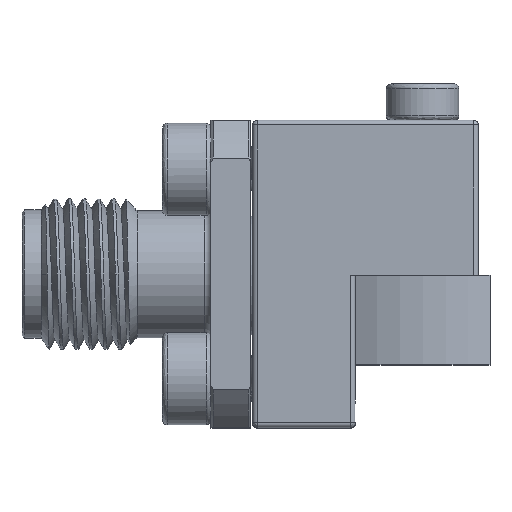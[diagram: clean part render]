
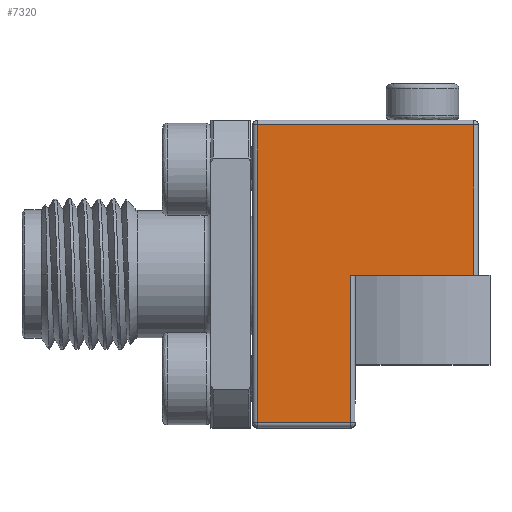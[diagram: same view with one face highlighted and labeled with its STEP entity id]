
A CAD part, top view. The second image highlights one B-rep face of the part: STEP entity #7320.
In plain terms, the highlighted planar face has unit normal (0, 0, 1).
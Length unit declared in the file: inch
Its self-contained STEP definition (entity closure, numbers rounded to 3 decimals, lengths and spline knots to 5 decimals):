
#605 = DIRECTION ( 'NONE',  ( 0., 1., 0. ) ) ;
#670 = DIRECTION ( 'NONE',  ( 0., 0., 1. ) ) ;
#1714 = CARTESIAN_POINT ( 'NONE',  ( 0.56757, 0.02386, 0.25 ) ) ;
#2139 = VERTEX_POINT ( 'NONE', #3137 ) ;
#2920 = VECTOR ( 'NONE', #12753, 39.37008 ) ;
#3137 = CARTESIAN_POINT ( 'NONE',  ( 0.20851, -0.2163, 0.25 ) ) ;
#3240 = AXIS2_PLACEMENT_3D ( 'NONE', #19720, #670, #5331 ) ;
#3314 = EDGE_CURVE ( 'NONE', #19965, #19687, #19977, .T. ) ;
#3422 = ORIENTED_EDGE ( 'NONE', *, *, #9476, .T. ) ;
#3731 = CARTESIAN_POINT ( 'NONE',  ( 0.20851, 0.26795, 0.25 ) ) ;
#4105 = CARTESIAN_POINT ( 'NONE',  ( 0.55969, 0.02386, 0.25 ) ) ;
#4968 = DIRECTION ( 'NONE',  ( 1., 0., 0. ) ) ;
#5212 = VECTOR ( 'NONE', #12104, 39.37008 ) ;
#5269 = VERTEX_POINT ( 'NONE', #6701 ) ;
#5331 = DIRECTION ( 'NONE',  ( 1., 0., 0. ) ) ;
#5396 = PLANE ( 'NONE',  #3240 ) ;
#6008 = DIRECTION ( 'NONE',  ( -1., 0., 0. ) ) ;
#6095 = EDGE_CURVE ( 'NONE', #5269, #11916, #9464, .T. ) ;
#6372 = EDGE_LOOP ( 'NONE', ( #16687, #10113, #19201, #3422, #12369, #17490 ) ) ;
#6701 = CARTESIAN_POINT ( 'NONE',  ( 0.35969, 0.02386, 0.25 ) ) ;
#7320 = ADVANCED_FACE ( 'NONE', ( #11937 ), #5396, .T. ) ;
#7332 = CARTESIAN_POINT ( 'NONE',  ( 0.56757, 0.26795, 0.25 ) ) ;
#8158 = LINE ( 'NONE', #19132, #2920 ) ;
#9464 = LINE ( 'NONE', #1714, #14201 ) ;
#9476 = EDGE_CURVE ( 'NONE', #14241, #5269, #18439, .T. ) ;
#10113 = ORIENTED_EDGE ( 'NONE', *, *, #14010, .F. ) ;
#11022 = EDGE_CURVE ( 'NONE', #2139, #14241, #14905, .T. ) ;
#11916 = VERTEX_POINT ( 'NONE', #4105 ) ;
#11937 = FACE_OUTER_BOUND ( 'NONE', #6372, .T. ) ;
#12104 = DIRECTION ( 'NONE',  ( 1., 0., 0. ) ) ;
#12369 = ORIENTED_EDGE ( 'NONE', *, *, #6095, .T. ) ;
#12753 = DIRECTION ( 'NONE',  ( 0., 1., 0. ) ) ;
#12836 = VECTOR ( 'NONE', #14861, 39.37008 ) ;
#13671 = VECTOR ( 'NONE', #605, 39.37008 ) ;
#13811 = EDGE_CURVE ( 'NONE', #11916, #19965, #8158, .T. ) ;
#14010 = EDGE_CURVE ( 'NONE', #2139, #19687, #15114, .T. ) ;
#14201 = VECTOR ( 'NONE', #4968, 39.37008 ) ;
#14241 = VERTEX_POINT ( 'NONE', #17933 ) ;
#14559 = CARTESIAN_POINT ( 'NONE',  ( 0.20851, 0.26795, 0.25 ) ) ;
#14861 = DIRECTION ( 'NONE',  ( 0., 1., 0. ) ) ;
#14905 = LINE ( 'NONE', #19988, #5212 ) ;
#15114 = LINE ( 'NONE', #3731, #12836 ) ;
#16687 = ORIENTED_EDGE ( 'NONE', *, *, #3314, .T. ) ;
#17490 = ORIENTED_EDGE ( 'NONE', *, *, #13811, .T. ) ;
#17933 = CARTESIAN_POINT ( 'NONE',  ( 0.35969, -0.2163, 0.25 ) ) ;
#18439 = LINE ( 'NONE', #19174, #13671 ) ;
#19132 = CARTESIAN_POINT ( 'NONE',  ( 0.55969, 0.26795, 0.25 ) ) ;
#19174 = CARTESIAN_POINT ( 'NONE',  ( 0.35969, 0.26795, 0.25 ) ) ;
#19201 = ORIENTED_EDGE ( 'NONE', *, *, #11022, .T. ) ;
#19482 = VECTOR ( 'NONE', #6008, 39.37008 ) ;
#19687 = VERTEX_POINT ( 'NONE', #14559 ) ;
#19720 = CARTESIAN_POINT ( 'NONE',  ( 0.56757, 0.26795, 0.25 ) ) ;
#19965 = VERTEX_POINT ( 'NONE', #20108 ) ;
#19977 = LINE ( 'NONE', #7332, #19482 ) ;
#19988 = CARTESIAN_POINT ( 'NONE',  ( 0.56757, -0.2163, 0.25 ) ) ;
#20108 = CARTESIAN_POINT ( 'NONE',  ( 0.55969, 0.26795, 0.25 ) ) ;
